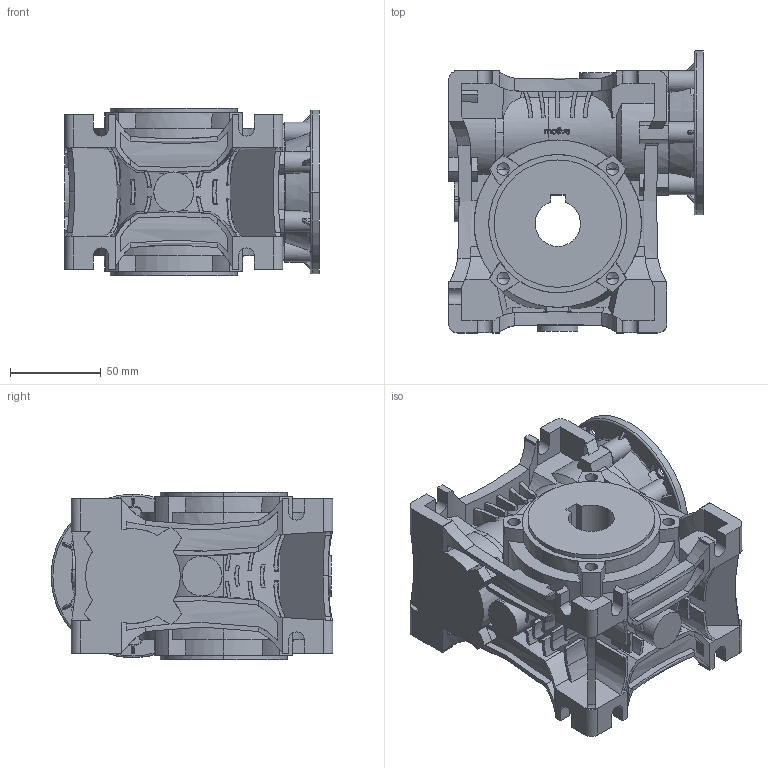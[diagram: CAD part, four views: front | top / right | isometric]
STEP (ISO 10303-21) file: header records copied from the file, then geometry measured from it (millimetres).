
FILE_DESCRIPTION((''),'2;1');
FILE_NAME('BOX050___ASSLY_LIGHTER_ASM','2013-12-03T',('tecnicocad'),(''),'PRO/ENGINEER BY PARAMETRIC TECHNOLOGY CORPORATION, 2011330','PRO/ENGINEER BY PARAMETRIC TECHNOLOGY CORPORATION, 2011330','');
FILE_SCHEMA(('CONFIG_CONTROL_DESIGN'));
Length unit declared in the file: millimetre
Products named in the file (16): BOSS-EXTRUDE39_5_; BOSS-EXTRUDE39_4_; BOSS-EXTRUDE39_3_; BOSS-EXTRUDE39_1_; BOSS-EXTRUDE42; CUT-EXTRUDE27_1_; BOSS-EXTRUDE39_2_; BOSS-EXTRUDE39_6_; CUT-EXTRUDE28_1_; BOX050_ASM; F_FLANGE_-_BOX050_ASM; FL_FLANGE_-_BOX050_ASM; ASM0001_ASM; _BOX050___ASSLY_LIGHTER; MSBR-6; BOX050___ASSLY_LIGHTER_ASM
Assembly tree (15 placements, depth 4):
  BOX050___ASSLY_LIGHTER_ASM
    ASM0001_ASM
      BOX050_ASM
        BOSS-EXTRUDE39_5_
        BOSS-EXTRUDE39_4_
        BOSS-EXTRUDE39_3_
        BOSS-EXTRUDE39_1_
        BOSS-EXTRUDE42
        CUT-EXTRUDE27_1_
        BOSS-EXTRUDE39_2_
        BOSS-EXTRUDE39_6_
        CUT-EXTRUDE28_1_
      F_FLANGE_-_BOX050_ASM
      FL_FLANGE_-_BOX050_ASM
    _BOX050___ASSLY_LIGHTER
    MSBR-6
Bounding box: 140 x 155 x 92 mm (x, y, z)
Volume: 947379.8 mm3; surface area: 169327 mm2
Topology: 10 solids, 10 shells, 1476 faces, 4312 edges, 2871 vertices
Faces by surface type: plane 710, cylinder 408, cone 281, extrusion 41, torus 36
Entity records: 53244 total; most frequent: CARTESIAN_POINT 16300, ORIENTED_EDGE 8592, DIRECTION 6368, EDGE_CURVE 4296, VERTEX_POINT 2871, AXIS2_PLACEMENT_3D 2186, VECTOR 1996, LINE 1955
